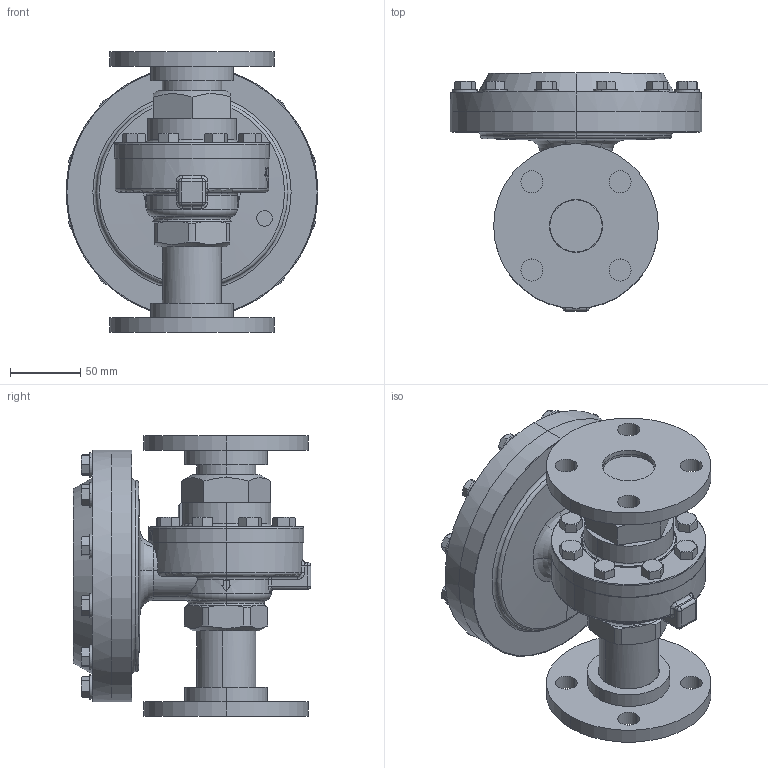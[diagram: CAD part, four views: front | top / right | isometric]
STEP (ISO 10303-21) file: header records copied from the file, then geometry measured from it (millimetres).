
FILE_DESCRIPTION (( 'STEP AP203' ), '1' );
FILE_NAME ('56-125-BR+DI-F5.step', '2017-10-04T15:18:19', ( '' ), ( '' ), 'SwSTEP 2.0', 'SolidWorks 2014', '' );
FILE_SCHEMA (( 'CONFIG_CONTROL_DESIGN' ));
Length unit declared in the file: inch
Products named in the file (1): 56-125-BR+DI-F5
Bounding box: 179.32 x 169.51 x 199.9 mm (x, y, z)
Volume: 1906548.2 mm3; surface area: 181013.9 mm2
Topology: 1 solids, 1 shells, 727 faces, 1780 edges, 1106 vertices
Faces by surface type: plane 304, cone 155, cylinder 128, bspline 106, torus 28, sphere 6
Entity records: 38390 total; most frequent: CARTESIAN_POINT 22075, ORIENTED_EDGE 3552, DIRECTION 3102, EDGE_CURVE 1776, AXIS2_PLACEMENT_3D 1220, VERTEX_POINT 1106, EDGE_LOOP 800, FACE_OUTER_BOUND 727
